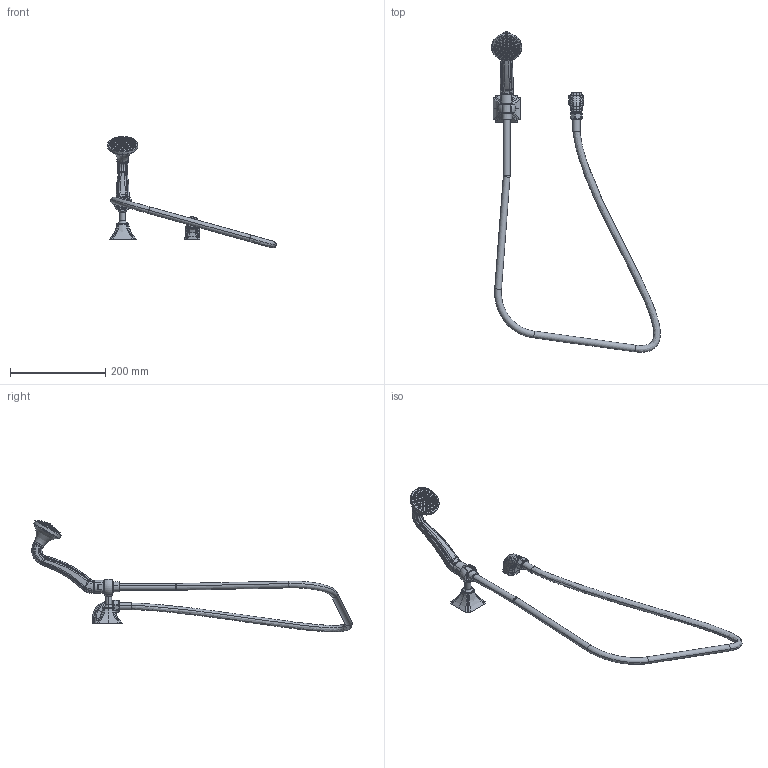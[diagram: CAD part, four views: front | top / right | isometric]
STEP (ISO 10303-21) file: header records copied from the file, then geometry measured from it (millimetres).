
FILE_DESCRIPTION((''),'2;1');
FILE_NAME('280K','2020-12-10T17:22:13',('jinson.thomas'),(''),'CREO PARAMETRIC BY PTC INC, 2018400','CREO PARAMETRIC BY PTC INC, 2018400','');
FILE_SCHEMA(('CONFIG_CONTROL_DESIGN'));
Products named in the file (1): 280K
Bounding box: 355.17 x 674.6 x 235.39 mm (x, y, z)
Volume: 458871.4 mm3; surface area: 108179.6 mm2
Topology: 2 solids, 2 shells, 1286 faces, 2872 edges, 1756 vertices
Faces by surface type: bspline 554, cylinder 317, plane 192, cone 169, torus 52, sphere 2
Entity records: 56850 total; most frequent: CARTESIAN_POINT 31975, ORIENTED_EDGE 5740, DIRECTION 3999, EDGE_CURVE 2870, VERTEX_POINT 1756, AXIS2_PLACEMENT_3D 1753, EDGE_LOOP 1454, B_SPLINE_CURVE_WITH_KNOTS 1356
